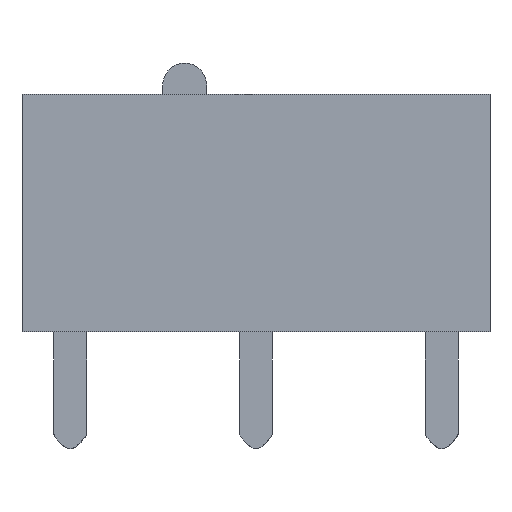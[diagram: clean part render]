
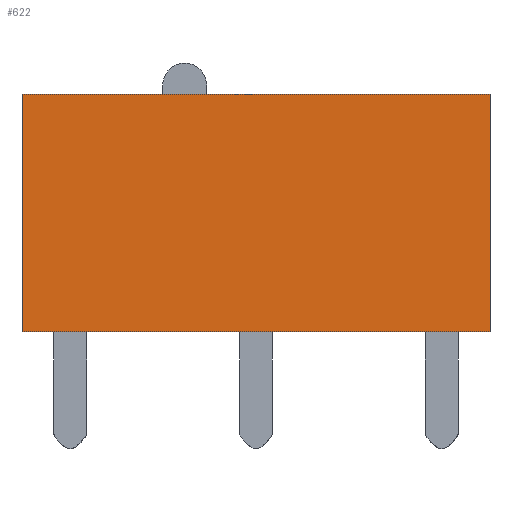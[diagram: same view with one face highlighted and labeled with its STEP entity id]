
A CAD part, left-side view. The second image highlights one B-rep face of the part: STEP entity #622.
In plain terms, the highlighted planar face has unit normal (-1, 0, 0).
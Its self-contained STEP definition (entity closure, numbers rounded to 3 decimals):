
#59=PLANE('',#688);
#94=FACE_OUTER_BOUND('',#136,.T.);
#136=EDGE_LOOP('',(#453,#454,#455,#456));
#178=LINE('',#890,#233);
#179=LINE('',#892,#234);
#180=LINE('',#894,#235);
#181=LINE('',#895,#236);
#233=VECTOR('',#751,10.);
#234=VECTOR('',#752,10.);
#235=VECTOR('',#753,10.);
#236=VECTOR('',#754,10.);
#299=VERTEX_POINT('',#888);
#300=VERTEX_POINT('',#889);
#301=VERTEX_POINT('',#891);
#302=VERTEX_POINT('',#893);
#360=EDGE_CURVE('',#299,#300,#178,.T.);
#361=EDGE_CURVE('',#299,#301,#179,.T.);
#362=EDGE_CURVE('',#302,#301,#180,.T.);
#363=EDGE_CURVE('',#300,#302,#181,.T.);
#453=ORIENTED_EDGE('',*,*,#360,.F.);
#454=ORIENTED_EDGE('',*,*,#361,.T.);
#455=ORIENTED_EDGE('',*,*,#362,.F.);
#456=ORIENTED_EDGE('',*,*,#363,.F.);
#622=ADVANCED_FACE('',(#94),#59,.T.);
#688=AXIS2_PLACEMENT_3D('',#887,#749,#750);
#749=DIRECTION('center_axis',(-1.,0.,0.));
#750=DIRECTION('ref_axis',(0.,-1.,0.));
#751=DIRECTION('',(0.,1.,0.));
#752=DIRECTION('',(0.,0.,1.));
#753=DIRECTION('',(0.,-1.,0.));
#754=DIRECTION('',(0.,0.,1.));
#887=CARTESIAN_POINT('Origin',(-2.9,6.4,0.));
#888=CARTESIAN_POINT('',(-2.9,-6.4,0.));
#889=CARTESIAN_POINT('',(-2.9,6.4,0.));
#890=CARTESIAN_POINT('',(-2.9,-6.4,0.));
#891=CARTESIAN_POINT('',(-2.9,-6.4,6.5));
#892=CARTESIAN_POINT('',(-2.9,-6.4,0.));
#893=CARTESIAN_POINT('',(-2.9,6.4,6.5));
#894=CARTESIAN_POINT('',(-2.9,-6.4,6.5));
#895=CARTESIAN_POINT('',(-2.9,6.4,0.));
